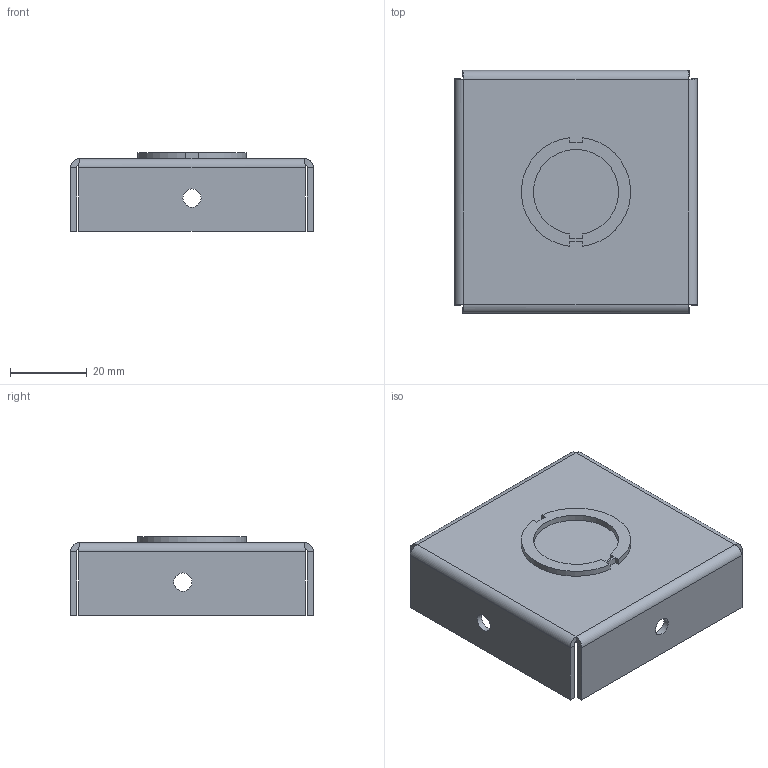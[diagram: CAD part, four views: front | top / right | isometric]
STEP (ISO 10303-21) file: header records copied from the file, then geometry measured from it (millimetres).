
FILE_DESCRIPTION(/* description */ ('END CAP WIREWAY FITTING, CS, 2.5X2.5'),/* implementation_level */ '2;1');
FILE_NAME(/* name */ 'E0202.stp',/* time_stamp */ '2017-07-31T21:35:52+05:00',/* author */ ('vdas'),/* organization */ (''),/* preprocessor_version */ 'ST-DEVELOPER v16.1',/* originating_system */ 'Autodesk Inventor 2016',/* authorisation */ '');
FILE_SCHEMA (('AUTOMOTIVE_DESIGN { 1 0 10303 214 3 1 1 }'));
Length unit declared in the file: inch
Products named in the file (1): E0202
Bounding box: 63.5 x 63.5 x 20.62 mm (x, y, z)
Volume: 12471.9 mm3; surface area: 17075.4 mm2
Topology: 3 solids, 3 shells, 70 faces, 148 edges, 84 vertices
Faces by surface type: plane 44, cylinder 18, bspline 8
Full cylindrical faces by diameter (mm): 4.762 x4
Entity records: 2105 total; most frequent: CARTESIAN_POINT 547, ORIENTED_EDGE 312, DIRECTION 271, EDGE_CURVE 144, LINE 111, VECTOR 111, EDGE_LOOP 86, VERTEX_POINT 84
